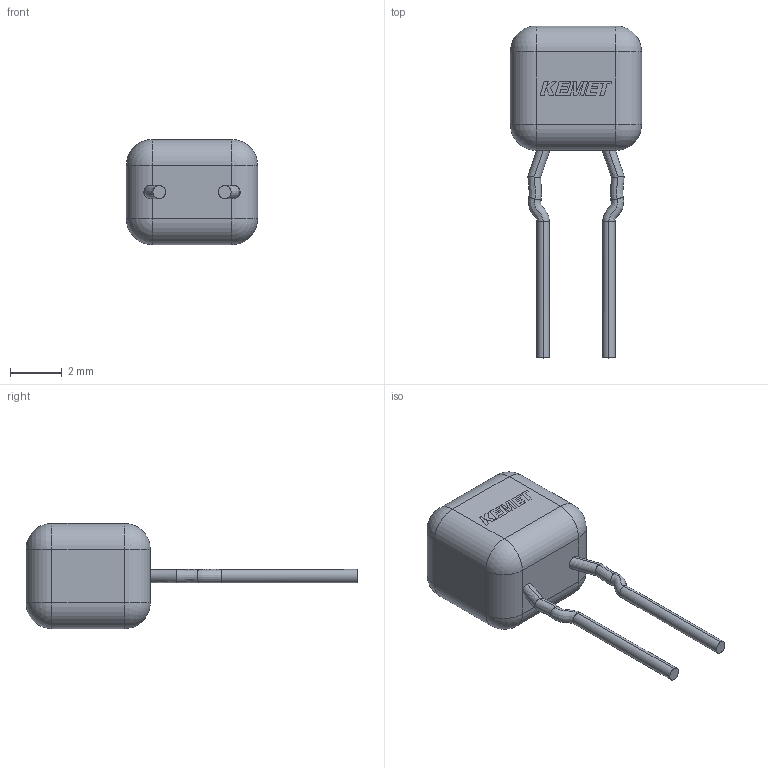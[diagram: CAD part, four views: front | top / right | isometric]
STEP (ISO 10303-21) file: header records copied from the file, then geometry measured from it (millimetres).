
FILE_DESCRIPTION (( 'STEP AP214' ), '1' );
FILE_NAME ('CCR_SICR2_5.08X5.84_L5.08H5.84T4.07S2.54LL7F0.51E3.18.STEP', '2018-07-16T22:35:22', ( '' ), ( '' ), 'SwSTEP 2.0', 'SolidWorks 2014', '' );
FILE_SCHEMA (( 'AUTOMOTIVE_DESIGN' ));
Length unit declared in the file: millimetre
Products named in the file (1): CCR_SICR2_5.08X5.84_L5.08H5.84T4.07S2.54LL7F0.51E3.18
Bounding box: 5.08 x 12.84 x 4.08 mm (x, y, z)
Volume: 91.9 mm3; surface area: 131.6 mm2
Topology: 4 solids, 4 shells, 101 faces, 253 edges, 154 vertices
Faces by surface type: plane 65, bspline 16, cylinder 12, sphere 8
Entity records: 11064 total; most frequent: CARTESIAN_POINT 7634, ORIENTED_EDGE 490, DIRECTION 409, EDGE_CURVE 245, LINE 181, VECTOR 181, VERTEX_POINT 154, AXIS2_PLACEMENT_3D 114
